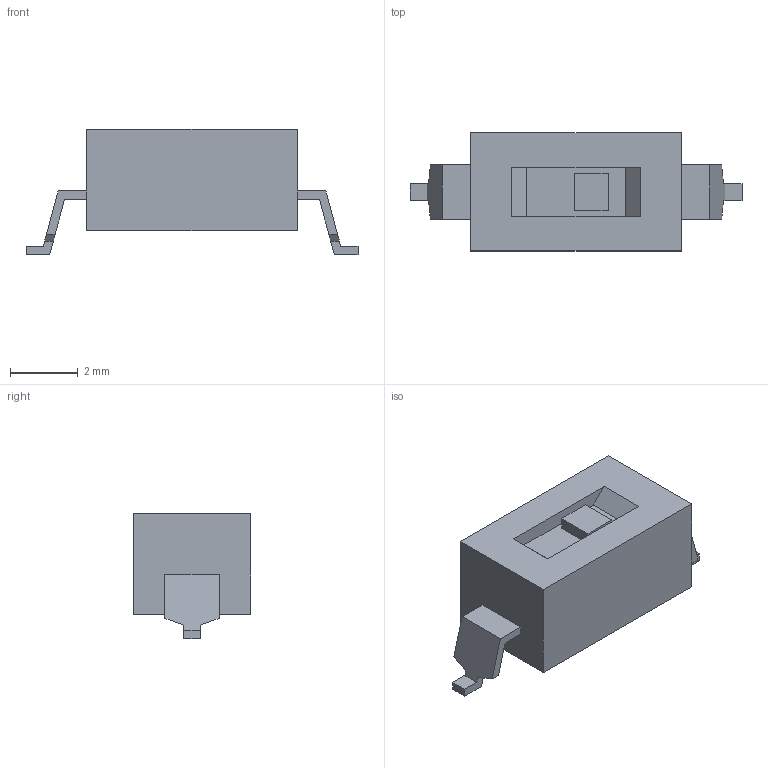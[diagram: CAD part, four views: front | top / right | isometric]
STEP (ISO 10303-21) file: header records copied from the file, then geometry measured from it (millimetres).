
FILE_DESCRIPTION(('FreeCAD Model'),'2;1');
FILE_NAME('Open CASCADE Shape Model','2021-06-17T18:16:00',( 'kicad StepUp'),('ksu MCAD'),'Open CASCADE STEP processor 7.5', 'FreeCAD','Unknown');
FILE_SCHEMA(('AUTOMOTIVE_DESIGN { 1 0 10303 214 1 1 1 1 }'));
Length unit declared in the file: millimetre
Products named in the file (2): A6S_1101_H; Open CASCADE STEP translator 7.5 1.1
Assembly tree (1 placements, depth 2):
  A6S_1101_H
    Open CASCADE STEP translator 7.5 1.1
Bounding box: 9.8 x 3.48 x 3.7 mm (x, y, z)
Volume: 64.8 mm3; surface area: 124.3 mm2
Topology: 1 solids, 1 shells, 42 faces, 112 edges, 76 vertices
Faces by surface type: plane 42
Entity records: 1316 total; most frequent: CARTESIAN_POINT 232, ORIENTED_EDGE 224, DIRECTION 200, EDGE_CURVE 112, LINE 112, VECTOR 112, VERTEX_POINT 76, FACE_BOUND 46
